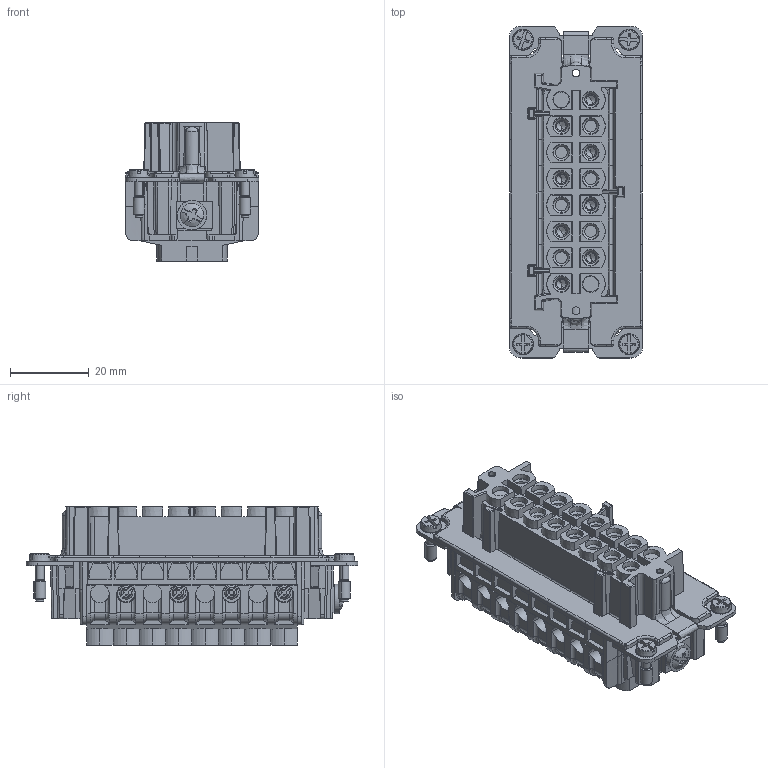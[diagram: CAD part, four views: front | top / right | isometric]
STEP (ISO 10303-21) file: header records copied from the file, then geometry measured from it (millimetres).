
FILE_DESCRIPTION(('CATIA V5 STEP Exchange','CAx-IF Rec.Pracs.--- Model Styling and Organization---1.4--- 2014-01-23'),'2;1');
FILE_NAME ('13459970_3', '2019-10-25T11:25:28+00:00', ('none'), ('Weidmueller'), 'CATIA Version 5-6 Release 2016 SP3 HF44', 'CATIA V5 STEP AP214', 'none');
FILE_SCHEMA(('AUTOMOTIVE_DESIGN { 1 0 10303 214 1 1 1 1 }'));
Products named in the file (1): 1651340000
Bounding box: 34 x 84.5 x 35.2 mm (x, y, z)
Volume: 46431.3 mm3; surface area: 31275.6 mm2
Topology: 1 solids, 17 shells, 3431 faces, 10464 edges, 7053 vertices
Faces by surface type: plane 1907, cylinder 795, cone 415, torus 126, sphere 106, extrusion 42, bspline 32, revolution 8
Entity records: 116904 total; most frequent: CARTESIAN_POINT 33086, ORIENTED_EDGE 20800, DIRECTION 12180, EDGE_CURVE 10400, VERTEX_POINT 7053, VECTOR 6296, LINE 6254, AXIS2_PLACEMENT_3D 4041
